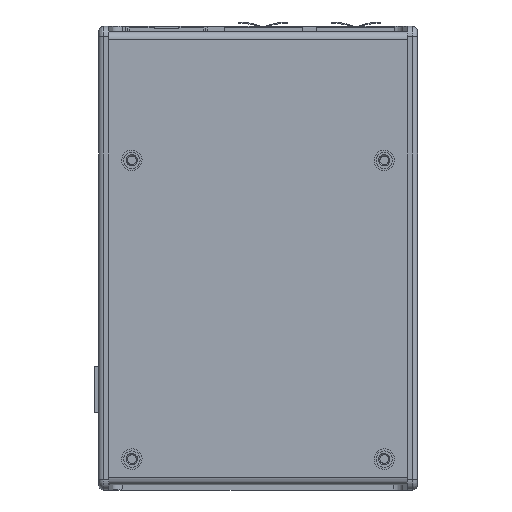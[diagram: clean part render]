
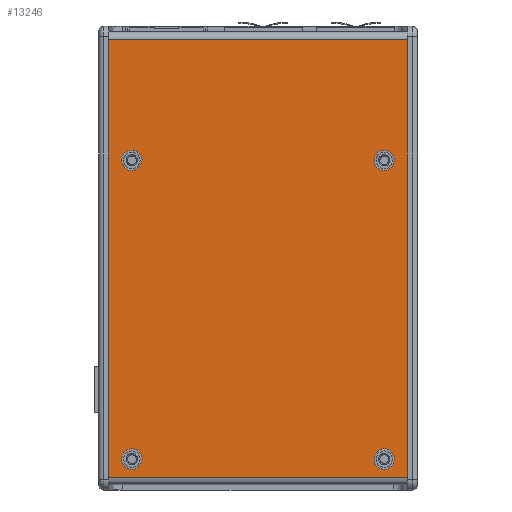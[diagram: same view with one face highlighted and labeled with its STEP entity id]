
A CAD part, front view. The second image highlights one B-rep face of the part: STEP entity #13246.
In plain terms, the highlighted planar face has unit normal (0, -1, 0).
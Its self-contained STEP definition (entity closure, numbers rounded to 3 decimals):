
#10 = VERTEX_POINT ( 'NONE', #49979 ) ;
#1072 = FACE_BOUND ( 'NONE', #2865, .T. ) ;
#1374 = ORIENTED_EDGE ( 'NONE', *, *, #36796, .T. ) ;
#2045 = AXIS2_PLACEMENT_3D ( 'NONE', #29918, #70353, #22335 ) ;
#2865 = EDGE_LOOP ( 'NONE', ( #39372 ) ) ;
#4822 = EDGE_CURVE ( 'NONE', #58874, #77431, #64325, .T. ) ;
#6909 = ORIENTED_EDGE ( 'NONE', *, *, #45861, .F. ) ;
#7488 = VECTOR ( 'NONE', #70724, 1000. ) ;
#10505 = ORIENTED_EDGE ( 'NONE', *, *, #61201, .F. ) ;
#12853 = DIRECTION ( 'NONE',  ( 0., 0., -1. ) ) ;
#13246 = ADVANCED_FACE ( 'NONE', ( #1072, #51686, #22072, #35668, #44276 ), #50572, .T. ) ;
#15390 = CARTESIAN_POINT ( 'NONE',  ( 30., -1., -43. ) ) ;
#15462 = CARTESIAN_POINT ( 'NONE',  ( 30., -1., -42.492 ) ) ;
#19122 = CARTESIAN_POINT ( 'NONE',  ( 30., -1., -43. ) ) ;
#20611 = VECTOR ( 'NONE', #22959, 1000. ) ;
#22072 = FACE_BOUND ( 'NONE', #38800, .T. ) ;
#22335 = DIRECTION ( 'NONE',  ( 0., 0., -1. ) ) ;
#22959 = DIRECTION ( 'NONE',  ( -1., 0., 0. ) ) ;
#25634 = LINE ( 'NONE', #89588, #49162 ) ;
#27222 = DIRECTION ( 'NONE',  ( 0., 0., -1. ) ) ;
#29511 = CARTESIAN_POINT ( 'NONE',  ( 24.5, -1., -39. ) ) ;
#29918 = CARTESIAN_POINT ( 'NONE',  ( -24.5, -1., -39. ) ) ;
#30567 = CARTESIAN_POINT ( 'NONE',  ( 30., -1., 42.492 ) ) ;
#32497 = EDGE_CURVE ( 'NONE', #43274, #43274, #42683, .T. ) ;
#33768 = CARTESIAN_POINT ( 'NONE',  ( -24.5, -1., -40.587 ) ) ;
#35668 = FACE_BOUND ( 'NONE', #91116, .T. ) ;
#36778 = DIRECTION ( 'NONE',  ( 0., 0., 1. ) ) ;
#36796 = EDGE_CURVE ( 'NONE', #51676, #44315, #47082, .T. ) ;
#37423 = ORIENTED_EDGE ( 'NONE', *, *, #41109, .T. ) ;
#38800 = EDGE_LOOP ( 'NONE', ( #10505 ) ) ;
#39372 = ORIENTED_EDGE ( 'NONE', *, *, #69705, .F. ) ;
#39430 = ORIENTED_EDGE ( 'NONE', *, *, #32497, .F. ) ;
#41109 = EDGE_CURVE ( 'NONE', #44315, #77431, #88604, .T. ) ;
#42073 = AXIS2_PLACEMENT_3D ( 'NONE', #84648, #44924, #52840 ) ;
#42242 = DIRECTION ( 'NONE',  ( -1., 0., 0. ) ) ;
#42683 = CIRCLE ( 'NONE', #2045, 1.587 ) ;
#42769 = EDGE_CURVE ( 'NONE', #69278, #69278, #83180, .T. ) ;
#43274 = VERTEX_POINT ( 'NONE', #33768 ) ;
#43481 = AXIS2_PLACEMENT_3D ( 'NONE', #49698, #57621, #27222 ) ;
#43661 = DIRECTION ( 'NONE',  ( 0., -1., 0. ) ) ;
#44276 = FACE_OUTER_BOUND ( 'NONE', #87505, .T. ) ;
#44315 = VERTEX_POINT ( 'NONE', #81020 ) ;
#44924 = DIRECTION ( 'NONE',  ( 0., -1., 0. ) ) ;
#45747 = CARTESIAN_POINT ( 'NONE',  ( -30., -1., 42.492 ) ) ;
#45861 = EDGE_CURVE ( 'NONE', #51676, #58874, #25634, .T. ) ;
#47082 = LINE ( 'NONE', #15390, #7488 ) ;
#48491 = ORIENTED_EDGE ( 'NONE', *, *, #4822, .F. ) ;
#49162 = VECTOR ( 'NONE', #42242, 1000. ) ;
#49698 = CARTESIAN_POINT ( 'NONE',  ( 24.5, -1., 19. ) ) ;
#49979 = CARTESIAN_POINT ( 'NONE',  ( -24.5, -1., 17.413 ) ) ;
#50383 = ORIENTED_EDGE ( 'NONE', *, *, #42769, .F. ) ;
#50572 = PLANE ( 'NONE',  #64664 ) ;
#50602 = VERTEX_POINT ( 'NONE', #91763 ) ;
#51276 = AXIS2_PLACEMENT_3D ( 'NONE', #29511, #91714, #84452 ) ;
#51676 = VERTEX_POINT ( 'NONE', #15462 ) ;
#51686 = FACE_BOUND ( 'NONE', #101880, .T. ) ;
#51998 = CARTESIAN_POINT ( 'NONE',  ( -30., -1., -42.492 ) ) ;
#52840 = DIRECTION ( 'NONE',  ( 0., 0., -1. ) ) ;
#57621 = DIRECTION ( 'NONE',  ( 0., -1., 0. ) ) ;
#58874 = VERTEX_POINT ( 'NONE', #51998 ) ;
#61201 = EDGE_CURVE ( 'NONE', #10, #10, #67248, .T. ) ;
#64325 = LINE ( 'NONE', #101341, #79208 ) ;
#64664 = AXIS2_PLACEMENT_3D ( 'NONE', #19122, #43661, #12853 ) ;
#67248 = CIRCLE ( 'NONE', #42073, 1.587 ) ;
#69278 = VERTEX_POINT ( 'NONE', #81111 ) ;
#69705 = EDGE_CURVE ( 'NONE', #50602, #50602, #80408, .T. ) ;
#70353 = DIRECTION ( 'NONE',  ( 0., -1., 0. ) ) ;
#70724 = DIRECTION ( 'NONE',  ( 0., 0., 1. ) ) ;
#77431 = VERTEX_POINT ( 'NONE', #45747 ) ;
#79208 = VECTOR ( 'NONE', #36778, 1000. ) ;
#80408 = CIRCLE ( 'NONE', #43481, 1.587 ) ;
#81020 = CARTESIAN_POINT ( 'NONE',  ( 30., -1., 42.492 ) ) ;
#81111 = CARTESIAN_POINT ( 'NONE',  ( 24.5, -1., -40.587 ) ) ;
#83180 = CIRCLE ( 'NONE', #51276, 1.587 ) ;
#84452 = DIRECTION ( 'NONE',  ( 0., 0., -1. ) ) ;
#84648 = CARTESIAN_POINT ( 'NONE',  ( -24.5, -1., 19. ) ) ;
#87505 = EDGE_LOOP ( 'NONE', ( #48491, #6909, #1374, #37423 ) ) ;
#88604 = LINE ( 'NONE', #30567, #20611 ) ;
#89588 = CARTESIAN_POINT ( 'NONE',  ( 30., -1., -42.492 ) ) ;
#91116 = EDGE_LOOP ( 'NONE', ( #50383 ) ) ;
#91714 = DIRECTION ( 'NONE',  ( 0., -1., 0. ) ) ;
#91763 = CARTESIAN_POINT ( 'NONE',  ( 24.5, -1., 17.413 ) ) ;
#101341 = CARTESIAN_POINT ( 'NONE',  ( -30., -1., -43. ) ) ;
#101880 = EDGE_LOOP ( 'NONE', ( #39430 ) ) ;
